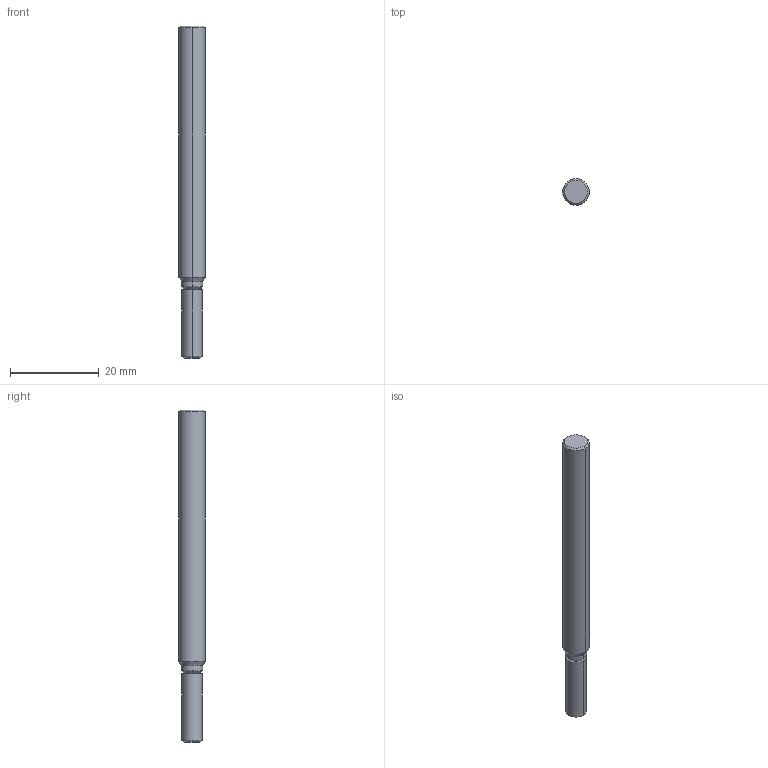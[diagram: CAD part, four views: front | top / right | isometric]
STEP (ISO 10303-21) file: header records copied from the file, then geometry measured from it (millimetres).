
FILE_DESCRIPTION(('no description'),'unknown implementation level');
FILE_NAME('solidbjdZFW5PAgpH_78u8ne6d1hhzNY_1.STP',' ',('CIMSOURCE GmbH'),('CADClick - KiM GmbH - www.kimweb.de'),'unknown preprocess','ACIS','unknown authorization');
FILE_SCHEMA(('automotive_design'));
Length unit declared in the file: millimetre
Products named in the file (2): 1; 2
Bounding box: 6 x 6 x 75 mm (x, y, z)
Volume: 1906.4 mm3; surface area: 1605.6 mm2
Topology: 2 solids, 2 shells, 27 faces, 52 edges, 30 vertices
Faces by surface type: cone 12, cylinder 10, plane 5
Entity records: 1379 total; most frequent: DIRECTION 148, CARTESIAN_POINT 115, STYLED_ITEM 111, PRESENTATION_STYLE_ASSIGNMENT 111, COLOUR_RGB 111, ORIENTED_EDGE 104, AXIS2_PLACEMENT_3D 63, EDGE_CURVE 52
